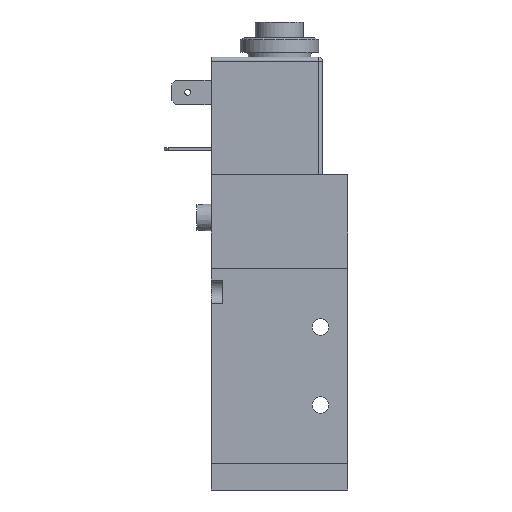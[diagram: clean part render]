
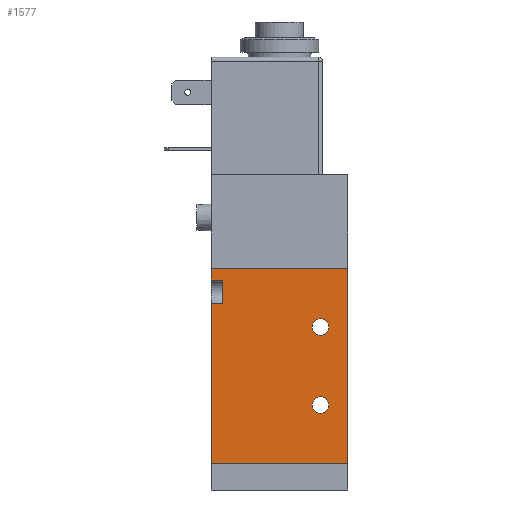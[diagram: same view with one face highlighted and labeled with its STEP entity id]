
A CAD part, front view. The second image highlights one B-rep face of the part: STEP entity #1577.
In plain terms, the highlighted planar face has unit normal (0, -1, 0).
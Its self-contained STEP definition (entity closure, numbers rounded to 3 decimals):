
#896=CARTESIAN_POINT('',(-14.5,-11.0,16.));
#897=VERTEX_POINT('',#896);
#898=CARTESIAN_POINT('',(-17.5,-11.0,16.));
#899=VERTEX_POINT('',#898);
#900=CARTESIAN_POINT('',(-14.5,-11.,16.));
#901=DIRECTION('',(-1.0,0.0,0.0));
#902=VECTOR('',#901,3.);
#903=LINE('',#900,#902);
#904=EDGE_CURVE('',#897,#899,#903,.T.);
#936=CARTESIAN_POINT('',(-17.5,-11.0,22.));
#937=VERTEX_POINT('',#936);
#938=CARTESIAN_POINT('',(-14.5,-11.0,22.));
#939=VERTEX_POINT('',#938);
#940=CARTESIAN_POINT('',(-17.5,-11.0,22.));
#941=DIRECTION('',(1.0,0.0,0.0));
#942=VECTOR('',#941,3.);
#943=LINE('',#940,#942);
#944=EDGE_CURVE('',#937,#939,#943,.T.);
#1000=CARTESIAN_POINT('',(-14.5,-11.0,22.));
#1001=DIRECTION('',(0.0,0.0,-1.0));
#1002=VECTOR('',#1001,6.);
#1003=LINE('',#1000,#1002);
#1004=EDGE_CURVE('',#939,#897,#1003,.T.);
#1039=CARTESIAN_POINT('',(-17.5,-11.0,-25.0));
#1040=VERTEX_POINT('',#1039);
#1047=CARTESIAN_POINT('',(-17.5,-11.0,16.));
#1048=DIRECTION('',(0.0,0.0,-1.0));
#1049=VECTOR('',#1048,41.);
#1050=LINE('',#1047,#1049);
#1051=EDGE_CURVE('',#899,#1040,#1050,.T.);
#1056=CARTESIAN_POINT('',(-17.5,-11.0,25.0));
#1057=VERTEX_POINT('',#1056);
#1058=CARTESIAN_POINT('',(-17.5,-11.0,25.0));
#1059=DIRECTION('',(0.0,0.0,-1.0));
#1060=VECTOR('',#1059,3.);
#1061=LINE('',#1058,#1060);
#1062=EDGE_CURVE('',#1057,#937,#1061,.T.);
#1159=CARTESIAN_POINT('',(12.625,-11.,-10.0));
#1160=VERTEX_POINT('',#1159);
#1161=CARTESIAN_POINT('',(10.5,-11.,-10.0));
#1162=DIRECTION('',(0.0,1.0,0.0));
#1163=DIRECTION('',(-1.0,0.0,0.0));
#1164=AXIS2_PLACEMENT_3D('',#1161,#1162,#1163);
#1165=CIRCLE('',#1164,2.125);
#1166=EDGE_CURVE('',#1160,#1160,#1165,.T.);
#1187=CARTESIAN_POINT('',(12.625,-11.,10.0));
#1188=VERTEX_POINT('',#1187);
#1189=CARTESIAN_POINT('',(10.5,-11.,10.0));
#1190=DIRECTION('',(0.0,1.0,0.0));
#1191=DIRECTION('',(-1.0,0.0,0.0));
#1192=AXIS2_PLACEMENT_3D('',#1189,#1190,#1191);
#1193=CIRCLE('',#1192,2.125);
#1194=EDGE_CURVE('',#1188,#1188,#1193,.T.);
#1482=CARTESIAN_POINT('',(17.5,-11.,-25.0));
#1483=VERTEX_POINT('',#1482);
#1490=CARTESIAN_POINT('',(-17.5,-11.,-25.0));
#1491=DIRECTION('',(1.0,0.0,0.0));
#1492=VECTOR('',#1491,35.0);
#1493=LINE('',#1490,#1492);
#1494=EDGE_CURVE('',#1040,#1483,#1493,.T.);
#1512=CARTESIAN_POINT('',(17.5,-11.,25.0));
#1513=VERTEX_POINT('',#1512);
#1520=CARTESIAN_POINT('',(17.5,-11.,25.0));
#1521=DIRECTION('',(0.0,0.0,-1.0));
#1522=VECTOR('',#1521,50.0);
#1523=LINE('',#1520,#1522);
#1524=EDGE_CURVE('',#1513,#1483,#1523,.T.);
#1551=CARTESIAN_POINT('',(17.5,-11.,0.0));
#1552=DIRECTION('',(0.0,-1.0,0.0));
#1553=DIRECTION('',(0.0,0.0,-1.0));
#1554=AXIS2_PLACEMENT_3D('',#1551,#1552,#1553);
#1555=PLANE('',#1554);
#1556=ORIENTED_EDGE('',*,*,#904,.T.);
#1557=ORIENTED_EDGE('',*,*,#1051,.T.);
#1558=ORIENTED_EDGE('',*,*,#1494,.T.);
#1559=ORIENTED_EDGE('',*,*,#1524,.F.);
#1560=CARTESIAN_POINT('',(17.5,-11.,25.0));
#1561=DIRECTION('',(-1.0,0.0,0.0));
#1562=VECTOR('',#1561,35.0);
#1563=LINE('',#1560,#1562);
#1564=EDGE_CURVE('',#1513,#1057,#1563,.T.);
#1565=ORIENTED_EDGE('',*,*,#1564,.T.);
#1566=ORIENTED_EDGE('',*,*,#1062,.T.);
#1567=ORIENTED_EDGE('',*,*,#944,.T.);
#1568=ORIENTED_EDGE('',*,*,#1004,.T.);
#1569=EDGE_LOOP('',(#1556,#1557,#1558,#1559,#1565,#1566,#1567,#1568));
#1570=FACE_OUTER_BOUND('',#1569,.T.);
#1571=ORIENTED_EDGE('',*,*,#1166,.T.);
#1572=EDGE_LOOP('',(#1571));
#1573=FACE_BOUND('',#1572,.T.);
#1574=ORIENTED_EDGE('',*,*,#1194,.T.);
#1575=EDGE_LOOP('',(#1574));
#1576=FACE_BOUND('',#1575,.T.);
#1577=ADVANCED_FACE('',(#1570,#1573,#1576),#1555,.T.);
